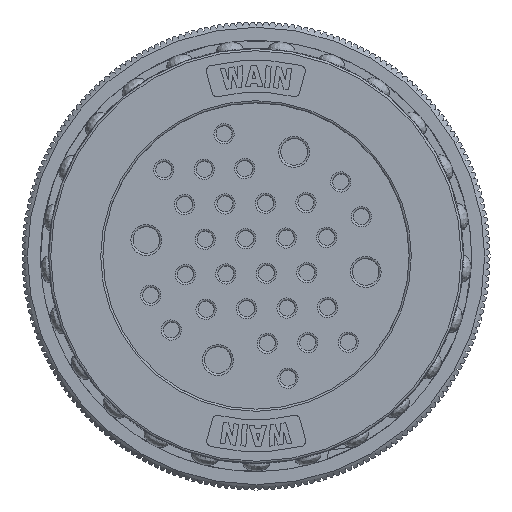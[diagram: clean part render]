
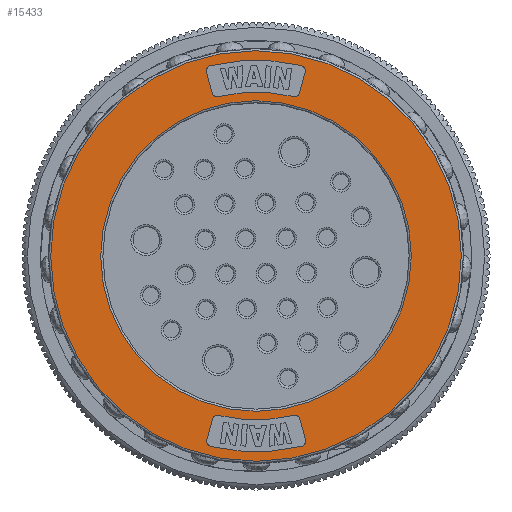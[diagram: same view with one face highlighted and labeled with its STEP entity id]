
A CAD part, left-side view. The second image highlights one B-rep face of the part: STEP entity #15433.
In plain terms, the highlighted planar face has unit normal (-1, 0, 0).
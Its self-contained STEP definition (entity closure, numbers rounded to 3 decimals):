
#419=LINE('',#74143,#5367);
#423=LINE('',#74157,#5371);
#429=LINE('',#74175,#5377);
#433=LINE('',#74189,#5381);
#5367=VECTOR('',#60453,1.);
#5371=VECTOR('',#60471,1.);
#5377=VECTOR('',#60491,1.);
#5381=VECTOR('',#60509,1.);
#10229=PLANE('',#55882);
#15433=ADVANCED_FACE('',(#18872,#18873,#18874,#18875),#10229,.F.);
#18872=FACE_BOUND('',#19401,.T.);
#18873=FACE_BOUND('',#19402,.T.);
#18874=FACE_BOUND('',#19403,.T.);
#18875=FACE_BOUND('',#19404,.T.);
#19401=EDGE_LOOP('',(#24170));
#19402=EDGE_LOOP('',(#24171,#24172,#24173,#24174,#24175,#24176,#24177,#24178));
#19403=EDGE_LOOP('',(#24179,#24180,#24181,#24182,#24183,#24184,#24185,#24186));
#19404=EDGE_LOOP('',(#24187));
#22388=CIRCLE('',#55851,14.6);
#22389=CIRCLE('',#55853,18.4);
#22390=CIRCLE('',#55855,0.5);
#22391=CIRCLE('',#55858,0.5);
#22392=CIRCLE('',#55860,15.4);
#22393=CIRCLE('',#55862,0.5);
#22394=CIRCLE('',#55865,0.5);
#22395=CIRCLE('',#55867,18.4);
#22396=CIRCLE('',#55869,0.5);
#22397=CIRCLE('',#55872,0.5);
#22398=CIRCLE('',#55874,15.4);
#22399=CIRCLE('',#55876,0.5);
#22400=CIRCLE('',#55879,0.5);
#22401=CIRCLE('',#55881,19.3);
#24170=ORIENTED_EDGE('',*,*,#45702,.F.);
#24171=ORIENTED_EDGE('',*,*,#45701,.T.);
#24172=ORIENTED_EDGE('',*,*,#45699,.T.);
#24173=ORIENTED_EDGE('',*,*,#45697,.T.);
#24174=ORIENTED_EDGE('',*,*,#45696,.T.);
#24175=ORIENTED_EDGE('',*,*,#45693,.T.);
#24176=ORIENTED_EDGE('',*,*,#45692,.T.);
#24177=ORIENTED_EDGE('',*,*,#45689,.F.);
#24178=ORIENTED_EDGE('',*,*,#45687,.T.);
#24179=ORIENTED_EDGE('',*,*,#45685,.F.);
#24180=ORIENTED_EDGE('',*,*,#45683,.T.);
#24181=ORIENTED_EDGE('',*,*,#45681,.T.);
#24182=ORIENTED_EDGE('',*,*,#45680,.T.);
#24183=ORIENTED_EDGE('',*,*,#45677,.T.);
#24184=ORIENTED_EDGE('',*,*,#45676,.T.);
#24185=ORIENTED_EDGE('',*,*,#45673,.T.);
#24186=ORIENTED_EDGE('',*,*,#45671,.T.);
#24187=ORIENTED_EDGE('',*,*,#45669,.T.);
#40079=VERTEX_POINT('',#74129);
#40080=VERTEX_POINT('',#74132);
#40081=VERTEX_POINT('',#74134);
#40082=VERTEX_POINT('',#74138);
#40083=VERTEX_POINT('',#74142);
#40084=VERTEX_POINT('',#74146);
#40085=VERTEX_POINT('',#74150);
#40086=VERTEX_POINT('',#74154);
#40087=VERTEX_POINT('',#74158);
#40088=VERTEX_POINT('',#74164);
#40089=VERTEX_POINT('',#74166);
#40090=VERTEX_POINT('',#74170);
#40091=VERTEX_POINT('',#74174);
#40092=VERTEX_POINT('',#74178);
#40093=VERTEX_POINT('',#74182);
#40094=VERTEX_POINT('',#74186);
#40095=VERTEX_POINT('',#74190);
#40096=VERTEX_POINT('',#74196);
#45669=EDGE_CURVE('',#40079,#40079,#22388,.T.);
#45671=EDGE_CURVE('',#40081,#40080,#22389,.T.);
#45673=EDGE_CURVE('',#40082,#40081,#22390,.T.);
#45676=EDGE_CURVE('',#40083,#40082,#419,.T.);
#45677=EDGE_CURVE('',#40084,#40083,#22391,.T.);
#45680=EDGE_CURVE('',#40085,#40084,#22392,.T.);
#45681=EDGE_CURVE('',#40086,#40085,#22393,.T.);
#45683=EDGE_CURVE('',#40087,#40086,#423,.T.);
#45685=EDGE_CURVE('',#40087,#40080,#22394,.T.);
#45687=EDGE_CURVE('',#40089,#40088,#22395,.T.);
#45689=EDGE_CURVE('',#40089,#40090,#22396,.T.);
#45692=EDGE_CURVE('',#40091,#40090,#429,.T.);
#45693=EDGE_CURVE('',#40092,#40091,#22397,.T.);
#45696=EDGE_CURVE('',#40093,#40092,#22398,.T.);
#45697=EDGE_CURVE('',#40094,#40093,#22399,.T.);
#45699=EDGE_CURVE('',#40095,#40094,#433,.T.);
#45701=EDGE_CURVE('',#40088,#40095,#22400,.T.);
#45702=EDGE_CURVE('',#40096,#40096,#22401,.T.);
#55851=AXIS2_PLACEMENT_3D('',#74128,#60437,#60438);
#55853=AXIS2_PLACEMENT_3D('',#74133,#60442,#60443);
#55855=AXIS2_PLACEMENT_3D('',#74137,#60447,#60448);
#55858=AXIS2_PLACEMENT_3D('',#74145,#60456,#60457);
#55860=AXIS2_PLACEMENT_3D('',#74151,#60462,#60463);
#55862=AXIS2_PLACEMENT_3D('',#74153,#60466,#60467);
#55865=AXIS2_PLACEMENT_3D('',#74161,#60475,#60476);
#55867=AXIS2_PLACEMENT_3D('',#74165,#60480,#60481);
#55869=AXIS2_PLACEMENT_3D('',#74169,#60485,#60486);
#55872=AXIS2_PLACEMENT_3D('',#74177,#60494,#60495);
#55874=AXIS2_PLACEMENT_3D('',#74183,#60500,#60501);
#55876=AXIS2_PLACEMENT_3D('',#74185,#60504,#60505);
#55879=AXIS2_PLACEMENT_3D('',#74193,#60513,#60514);
#55881=AXIS2_PLACEMENT_3D('',#74195,#60517,#60518);
#55882=AXIS2_PLACEMENT_3D('',#74197,#60519,#60520);
#60437=DIRECTION('',(1.,0.,0.));
#60438=DIRECTION('',(0.,1.,-0.001));
#60442=DIRECTION('',(1.,0.,0.));
#60443=DIRECTION('',(0.,-0.233,-0.972));
#60447=DIRECTION('',(1.,0.,0.));
#60448=DIRECTION('',(0.,-0.966,0.26));
#60453=DIRECTION('',(0.,-0.26,-0.966));
#60456=DIRECTION('',(1.,0.,0.));
#60457=DIRECTION('',(0.,0.23,0.973));
#60462=DIRECTION('',(-1.,0.,0.));
#60463=DIRECTION('',(0.,0.227,-0.974));
#60466=DIRECTION('',(1.,0.,0.));
#60467=DIRECTION('',(0.,0.966,0.258));
#60471=DIRECTION('',(0.,-0.258,0.966));
#60475=DIRECTION('',(-1.,0.,0.));
#60476=DIRECTION('',(0.,0.966,0.258));
#60480=DIRECTION('',(1.,0.,0.));
#60481=DIRECTION('',(0.,0.233,0.972));
#60485=DIRECTION('',(-1.,0.,0.));
#60486=DIRECTION('',(0.,0.233,0.972));
#60491=DIRECTION('',(0.,0.26,0.966));
#60494=DIRECTION('',(1.,0.,0.));
#60495=DIRECTION('',(0.,-0.23,-0.973));
#60500=DIRECTION('',(-1.,0.,0.));
#60501=DIRECTION('',(0.,-0.227,0.974));
#60504=DIRECTION('',(1.,0.,0.));
#60505=DIRECTION('',(0.,-0.966,-0.258));
#60509=DIRECTION('',(0.,0.258,-0.966));
#60513=DIRECTION('',(1.,0.,0.));
#60514=DIRECTION('',(0.,-0.23,0.973));
#60517=DIRECTION('',(1.,0.,0.));
#60518=DIRECTION('',(0.,-1.,0.001));
#60519=DIRECTION('',(1.,0.,0.));
#60520=DIRECTION('',(0.,-1.,0.001));
#74128=CARTESIAN_POINT('',(32.143,-17.96,3.728));
#74129=CARTESIAN_POINT('',(32.143,-3.36,3.709));
#74132=CARTESIAN_POINT('',(32.143,-13.719,-14.176));
#74133=CARTESIAN_POINT('',(32.143,-17.96,3.728));
#74134=CARTESIAN_POINT('',(32.143,-22.247,-14.165));
#74137=CARTESIAN_POINT('',(32.143,-22.131,-13.679));
#74138=CARTESIAN_POINT('',(32.143,-22.614,-13.549));
#74142=CARTESIAN_POINT('',(32.143,-22.093,-11.617));
#74143=CARTESIAN_POINT('',(32.143,-22.093,-11.617));
#74145=CARTESIAN_POINT('',(32.143,-21.61,-11.747));
#74146=CARTESIAN_POINT('',(32.143,-21.496,-11.26));
#74150=CARTESIAN_POINT('',(32.143,-14.464,-11.269));
#74151=CARTESIAN_POINT('',(32.143,-17.96,3.728));
#74153=CARTESIAN_POINT('',(32.143,-14.35,-11.756));
#74154=CARTESIAN_POINT('',(32.143,-13.867,-11.628));
#74157=CARTESIAN_POINT('',(32.143,-13.352,-13.561));
#74158=CARTESIAN_POINT('',(32.143,-13.352,-13.561));
#74161=CARTESIAN_POINT('',(32.143,-13.835,-13.69));
#74164=CARTESIAN_POINT('',(32.143,-22.201,21.633));
#74165=CARTESIAN_POINT('',(32.143,-17.96,3.728));
#74166=CARTESIAN_POINT('',(32.143,-13.673,21.622));
#74169=CARTESIAN_POINT('',(32.143,-13.789,21.136));
#74170=CARTESIAN_POINT('',(32.143,-13.307,21.006));
#74174=CARTESIAN_POINT('',(32.143,-13.827,19.074));
#74175=CARTESIAN_POINT('',(32.143,-13.827,19.074));
#74177=CARTESIAN_POINT('',(32.143,-14.31,19.204));
#74178=CARTESIAN_POINT('',(32.143,-14.425,18.717));
#74182=CARTESIAN_POINT('',(32.143,-21.457,18.726));
#74183=CARTESIAN_POINT('',(32.143,-17.96,3.728));
#74185=CARTESIAN_POINT('',(32.143,-21.57,19.213));
#74186=CARTESIAN_POINT('',(32.143,-22.053,19.084));
#74189=CARTESIAN_POINT('',(32.143,-22.569,21.018));
#74190=CARTESIAN_POINT('',(32.143,-22.569,21.018));
#74193=CARTESIAN_POINT('',(32.143,-22.086,21.146));
#74195=CARTESIAN_POINT('',(32.143,-17.96,3.728));
#74196=CARTESIAN_POINT('',(32.143,-37.26,3.753));
#74197=CARTESIAN_POINT('',(32.143,-17.96,3.728));
